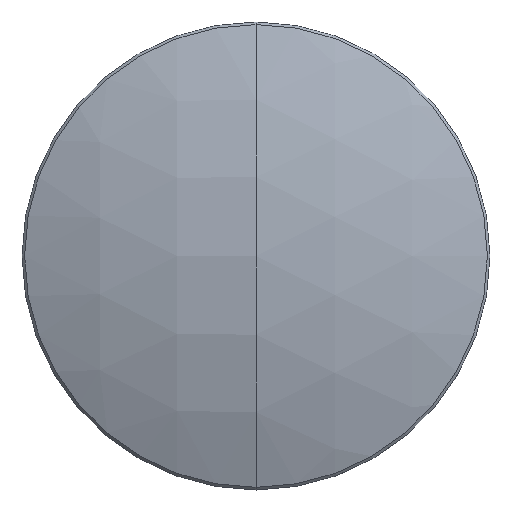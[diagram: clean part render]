
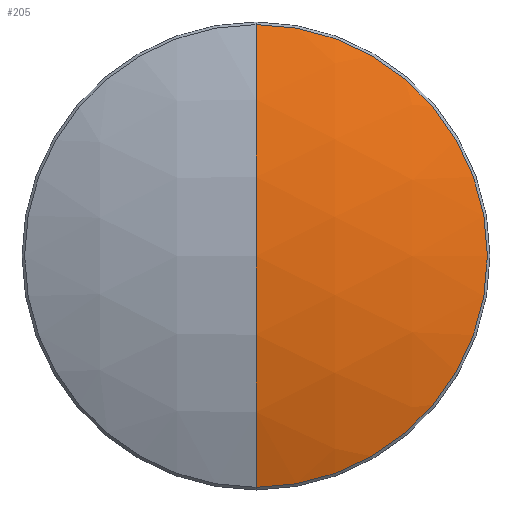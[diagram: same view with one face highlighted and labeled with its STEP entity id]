
A CAD part, top view. The second image highlights one B-rep face of the part: STEP entity #205.
In plain terms, the highlighted spherical face has radius 34.252 mm.
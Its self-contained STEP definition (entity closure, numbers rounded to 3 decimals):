
#20 = CARTESIAN_POINT ( 'NONE',  ( 0., -12.559, -0.165 ) ) ;
#25 = CIRCLE ( 'NONE', #198, 12.559 ) ;
#28 = FACE_OUTER_BOUND ( 'NONE', #73, .T. ) ;
#30 = EDGE_CURVE ( 'NONE', #127, #236, #202, .T. ) ;
#37 = ORIENTED_EDGE ( 'NONE', *, *, #270, .F. ) ;
#51 = DIRECTION ( 'NONE',  ( 0., 1., 0. ) ) ;
#71 = DIRECTION ( 'NONE',  ( 0., 1., 0. ) ) ;
#73 = EDGE_LOOP ( 'NONE', ( #101, #82, #37 ) ) ;
#77 = SPHERICAL_SURFACE ( 'NONE', #123, 34.252 ) ;
#82 = ORIENTED_EDGE ( 'NONE', *, *, #30, .T. ) ;
#87 = CARTESIAN_POINT ( 'NONE',  ( 0., 0., 2.22 ) ) ;
#91 = CARTESIAN_POINT ( 'NONE',  ( 0., 0., -32.032 ) ) ;
#101 = ORIENTED_EDGE ( 'NONE', *, *, #113, .F. ) ;
#113 = EDGE_CURVE ( 'NONE', #127, #212, #131, .T. ) ;
#119 = DIRECTION ( 'NONE',  ( -1., 0., 0. ) ) ;
#123 = AXIS2_PLACEMENT_3D ( 'NONE', #262, #128, #160 ) ;
#127 = VERTEX_POINT ( 'NONE', #87 ) ;
#128 = DIRECTION ( 'NONE',  ( 1., 0., 0. ) ) ;
#131 = CIRCLE ( 'NONE', #249, 34.252 ) ;
#160 = DIRECTION ( 'NONE',  ( 0., 1., 0. ) ) ;
#182 = CARTESIAN_POINT ( 'NONE',  ( 0., 0., -32.032 ) ) ;
#189 = CARTESIAN_POINT ( 'NONE',  ( 0., 12.559, -0.165 ) ) ;
#198 = AXIS2_PLACEMENT_3D ( 'NONE', #261, #291, #71 ) ;
#202 = CIRCLE ( 'NONE', #254, 34.252 ) ;
#205 = ADVANCED_FACE ( 'NONE', ( #28 ), #77, .T. ) ;
#212 = VERTEX_POINT ( 'NONE', #189 ) ;
#236 = VERTEX_POINT ( 'NONE', #20 ) ;
#242 = DIRECTION ( 'NONE',  ( 0., 0., 1. ) ) ;
#249 = AXIS2_PLACEMENT_3D ( 'NONE', #182, #119, #242 ) ;
#254 = AXIS2_PLACEMENT_3D ( 'NONE', #91, #287, #51 ) ;
#261 = CARTESIAN_POINT ( 'NONE',  ( 0., 0., -0.165 ) ) ;
#262 = CARTESIAN_POINT ( 'NONE',  ( 0., 0., -32.032 ) ) ;
#270 = EDGE_CURVE ( 'NONE', #212, #236, #25, .T. ) ;
#287 = DIRECTION ( 'NONE',  ( 1., 0., 0. ) ) ;
#291 = DIRECTION ( 'NONE',  ( 0., 0., -1. ) ) ;
